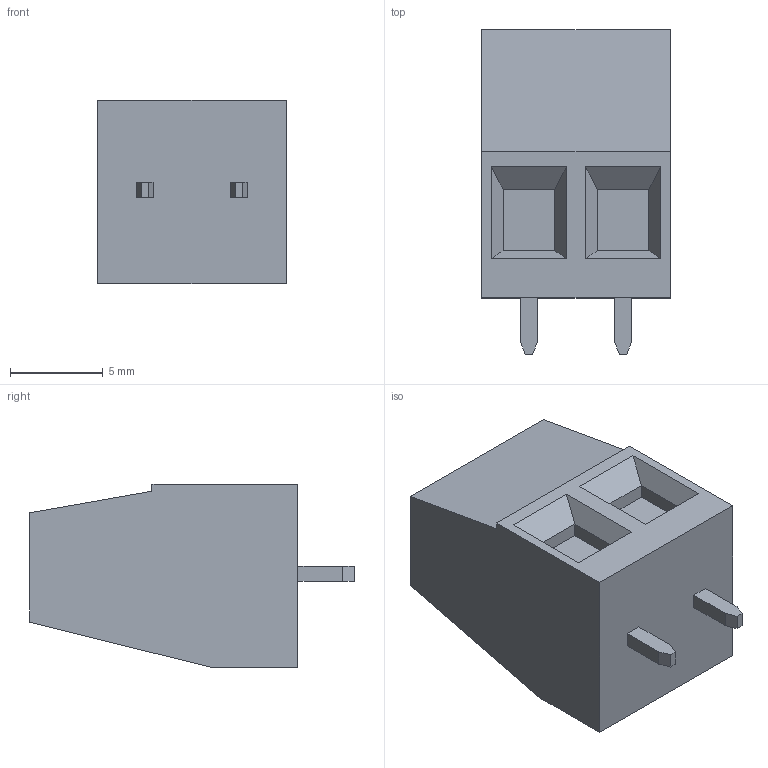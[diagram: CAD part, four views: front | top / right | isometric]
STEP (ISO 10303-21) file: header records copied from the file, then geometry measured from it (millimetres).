
FILE_DESCRIPTION(('FreeCAD Model'),'2;1');
FILE_NAME('conn.stp','2016-11-27T22:46:01',('FreeCAD'),('FreeCAD'), 'Open CASCADE STEP processor 6.8','FreeCAD','Unknown');
FILE_SCHEMA(('AUTOMOTIVE_DESIGN_CC2 { 1 2 10303 214 -1 1 5 4 }'));
Length unit declared in the file: millimetre
Products named in the file (7): Open CASCADE STEP translator 6.8 2; Open CASCADE STEP translator 6.8 2.1; Open CASCADE STEP translator 6.8 2.1.1; Open CASCADE STEP translator 6.8 2.1.2; Open CASCADE STEP translator 6.8 2.1.3; Open CASCADE STEP translator 6.8 2.1.4; Open CASCADE STEP translator 6.8 2.2
Assembly tree (6 placements, depth 3):
  Open CASCADE STEP translator 6.8 2
    Open CASCADE STEP translator 6.8 2.1
      Open CASCADE STEP translator 6.8 2.1.1
      Open CASCADE STEP translator 6.8 2.1.2
      Open CASCADE STEP translator 6.8 2.1.3
      Open CASCADE STEP translator 6.8 2.1.4
    Open CASCADE STEP translator 6.8 2.2
Bounding box: 10.16 x 17.53 x 9.91 mm (x, y, z)
Volume: 1151.3 mm3; surface area: 1000 mm2
Topology: 1 solids, 1 shells, 133 faces, 351 edges, 232 vertices
Faces by surface type: plane 95, torus 20, cylinder 14, cone 4
Full cylindrical faces by diameter (mm): 3.048 x2, 4.42 x4
Entity records: 13008 total; most frequent: CARTESIAN_POINT 6281, DIRECTION 1143, ORIENTED_EDGE 694, PCURVE 694, DEFINITIONAL_REPRESENTATION 694, LINE 641, VECTOR 641, EDGE_CURVE 347
